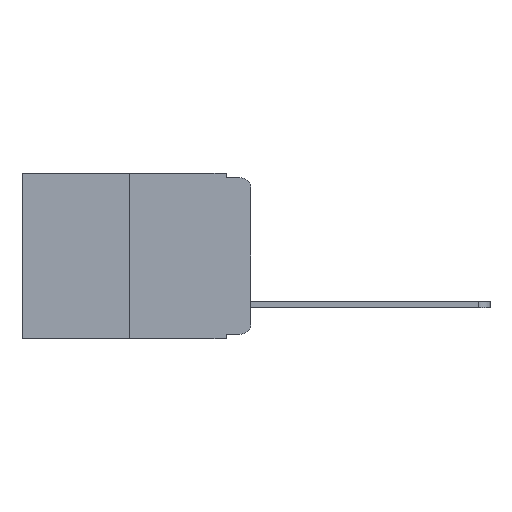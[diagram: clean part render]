
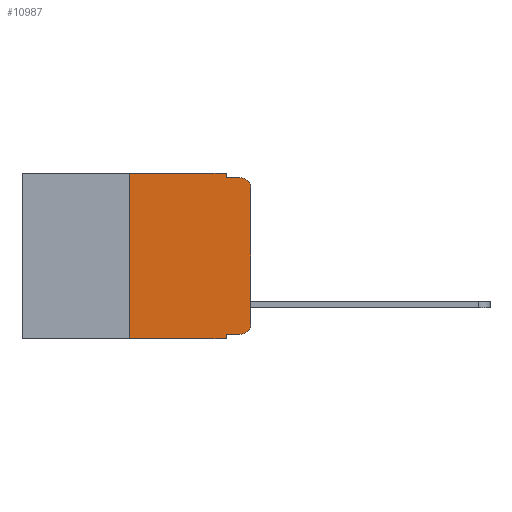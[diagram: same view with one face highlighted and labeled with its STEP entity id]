
A CAD part, left-side view. The second image highlights one B-rep face of the part: STEP entity #10987.
In plain terms, the highlighted planar face has unit normal (-1, 0, 0).
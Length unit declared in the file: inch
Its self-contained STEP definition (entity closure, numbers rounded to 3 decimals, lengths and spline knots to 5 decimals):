
#182 = EDGE_CURVE ( 'NONE', #4671, #962, #8683, .T. ) ;
#564 = CARTESIAN_POINT ( 'NONE',  ( 0., 0.051, -0.01 ) ) ;
#666 = DIRECTION ( 'NONE',  ( 0., -1., 0. ) ) ;
#962 = VERTEX_POINT ( 'NONE', #7581 ) ;
#1153 = ORIENTED_EDGE ( 'NONE', *, *, #5542, .T. ) ;
#1406 = LINE ( 'NONE', #3261, #4600 ) ;
#1412 = ORIENTED_EDGE ( 'NONE', *, *, #182, .F. ) ;
#1824 = VECTOR ( 'NONE', #11742, 39.37008 ) ;
#1896 = CARTESIAN_POINT ( 'NONE',  ( 0., 0., -0.03 ) ) ;
#1980 = DIRECTION ( 'NONE',  ( 0., 0., 1. ) ) ;
#2047 = CARTESIAN_POINT ( 'NONE',  ( 0., 0.02, -0.333 ) ) ;
#2090 = VECTOR ( 'NONE', #8642, 39.37008 ) ;
#2251 = VERTEX_POINT ( 'NONE', #6776 ) ;
#2540 = DIRECTION ( 'NONE',  ( -1., 0., 0. ) ) ;
#2586 = EDGE_CURVE ( 'NONE', #3906, #4671, #7458, .T. ) ;
#2707 = DIRECTION ( 'NONE',  ( 0., -1., 0. ) ) ;
#2861 = EDGE_LOOP ( 'NONE', ( #11240, #7687, #1412, #10267, #11349, #10413, #3158, #7863, #1153, #7568 ) ) ;
#3123 = VERTEX_POINT ( 'NONE', #6870 ) ;
#3140 = EDGE_CURVE ( 'NONE', #2251, #3123, #8576, .T. ) ;
#3158 = ORIENTED_EDGE ( 'NONE', *, *, #3735, .T. ) ;
#3261 = CARTESIAN_POINT ( 'NONE',  ( 0., 0.051, -0.333 ) ) ;
#3500 = CARTESIAN_POINT ( 'NONE',  ( 0., 0.473, 0. ) ) ;
#3564 = VECTOR ( 'NONE', #2707, 39.37008 ) ;
#3735 = EDGE_CURVE ( 'NONE', #8064, #3123, #6268, .T. ) ;
#3906 = VERTEX_POINT ( 'NONE', #3917 ) ;
#3917 = CARTESIAN_POINT ( 'NONE',  ( 0., 0.051, 0. ) ) ;
#3986 = CARTESIAN_POINT ( 'NONE',  ( 0., 0.25, 0. ) ) ;
#4066 = CARTESIAN_POINT ( 'NONE',  ( 0., 0.02, -0.03 ) ) ;
#4224 = LINE ( 'NONE', #10018, #3564 ) ;
#4248 = LINE ( 'NONE', #9335, #7026 ) ;
#4560 = DIRECTION ( 'NONE',  ( 0., 0., -1. ) ) ;
#4600 = VECTOR ( 'NONE', #10541, 39.37008 ) ;
#4671 = VERTEX_POINT ( 'NONE', #10186 ) ;
#5025 = EDGE_CURVE ( 'NONE', #8064, #5316, #13372, .T. ) ;
#5149 = DIRECTION ( 'NONE',  ( 0., 0., -1. ) ) ;
#5316 = VERTEX_POINT ( 'NONE', #3986 ) ;
#5478 = VERTEX_POINT ( 'NONE', #2047 ) ;
#5542 = EDGE_CURVE ( 'NONE', #2251, #5478, #1406, .T. ) ;
#5808 = EDGE_CURVE ( 'NONE', #5478, #8230, #7194, .T. ) ;
#5825 = VECTOR ( 'NONE', #11998, 39.37008 ) ;
#5922 = VECTOR ( 'NONE', #666, 39.37008 ) ;
#6103 = CIRCLE ( 'NONE', #11134, 0.02 ) ;
#6268 = LINE ( 'NONE', #11902, #8703 ) ;
#6521 = EDGE_CURVE ( 'NONE', #5316, #3906, #4224, .T. ) ;
#6776 = CARTESIAN_POINT ( 'NONE',  ( 0., 0.051, -0.333 ) ) ;
#6818 = DIRECTION ( 'NONE',  ( 0., -1., 0. ) ) ;
#6870 = CARTESIAN_POINT ( 'NONE',  ( 0., 0.051, -0.343 ) ) ;
#7026 = VECTOR ( 'NONE', #1980, 39.37008 ) ;
#7194 = CIRCLE ( 'NONE', #11460, 0.02 ) ;
#7282 = EDGE_CURVE ( 'NONE', #10042, #962, #6103, .T. ) ;
#7458 = LINE ( 'NONE', #11758, #1824 ) ;
#7568 = ORIENTED_EDGE ( 'NONE', *, *, #5808, .T. ) ;
#7581 = CARTESIAN_POINT ( 'NONE',  ( 0., 0.02, -0.01 ) ) ;
#7648 = PLANE ( 'NONE',  #11976 ) ;
#7687 = ORIENTED_EDGE ( 'NONE', *, *, #7282, .T. ) ;
#7863 = ORIENTED_EDGE ( 'NONE', *, *, #3140, .F. ) ;
#7926 = CARTESIAN_POINT ( 'NONE',  ( 0., 0.25, -0.343 ) ) ;
#8064 = VERTEX_POINT ( 'NONE', #7926 ) ;
#8230 = VERTEX_POINT ( 'NONE', #11204 ) ;
#8576 = LINE ( 'NONE', #10958, #5825 ) ;
#8635 = FACE_OUTER_BOUND ( 'NONE', #2861, .T. ) ;
#8642 = DIRECTION ( 'NONE',  ( 0., 0., 1. ) ) ;
#8683 = LINE ( 'NONE', #564, #5922 ) ;
#8703 = VECTOR ( 'NONE', #6818, 39.37008 ) ;
#8858 = CARTESIAN_POINT ( 'NONE',  ( 0., 0.02, -0.313 ) ) ;
#9335 = CARTESIAN_POINT ( 'NONE',  ( 0., 0., 0. ) ) ;
#9382 = EDGE_CURVE ( 'NONE', #8230, #10042, #4248, .T. ) ;
#9689 = CARTESIAN_POINT ( 'NONE',  ( 0., 0.25, 0. ) ) ;
#9901 = DIRECTION ( 'NONE',  ( 0., 0., -1. ) ) ;
#10018 = CARTESIAN_POINT ( 'NONE',  ( 0., 0.473, 0. ) ) ;
#10042 = VERTEX_POINT ( 'NONE', #1896 ) ;
#10186 = CARTESIAN_POINT ( 'NONE',  ( 0., 0.051, -0.01 ) ) ;
#10267 = ORIENTED_EDGE ( 'NONE', *, *, #2586, .F. ) ;
#10413 = ORIENTED_EDGE ( 'NONE', *, *, #5025, .F. ) ;
#10541 = DIRECTION ( 'NONE',  ( 0., -1., 0. ) ) ;
#10742 = DIRECTION ( 'NONE',  ( 1., 0., 0. ) ) ;
#10958 = CARTESIAN_POINT ( 'NONE',  ( 0., 0.051, 0. ) ) ;
#10987 = ADVANCED_FACE ( 'NONE', ( #8635 ), #7648, .F. ) ;
#11134 = AXIS2_PLACEMENT_3D ( 'NONE', #4066, #11293, #5149 ) ;
#11204 = CARTESIAN_POINT ( 'NONE',  ( 0., 0., -0.313 ) ) ;
#11240 = ORIENTED_EDGE ( 'NONE', *, *, #9382, .T. ) ;
#11293 = DIRECTION ( 'NONE',  ( -1., 0., 0. ) ) ;
#11349 = ORIENTED_EDGE ( 'NONE', *, *, #6521, .F. ) ;
#11460 = AXIS2_PLACEMENT_3D ( 'NONE', #8858, #2540, #9901 ) ;
#11742 = DIRECTION ( 'NONE',  ( 0., 0., -1. ) ) ;
#11758 = CARTESIAN_POINT ( 'NONE',  ( 0., 0.051, 0. ) ) ;
#11902 = CARTESIAN_POINT ( 'NONE',  ( 0., 0.473, -0.343 ) ) ;
#11976 = AXIS2_PLACEMENT_3D ( 'NONE', #3500, #10742, #4560 ) ;
#11998 = DIRECTION ( 'NONE',  ( 0., 0., -1. ) ) ;
#13372 = LINE ( 'NONE', #9689, #2090 ) ;
